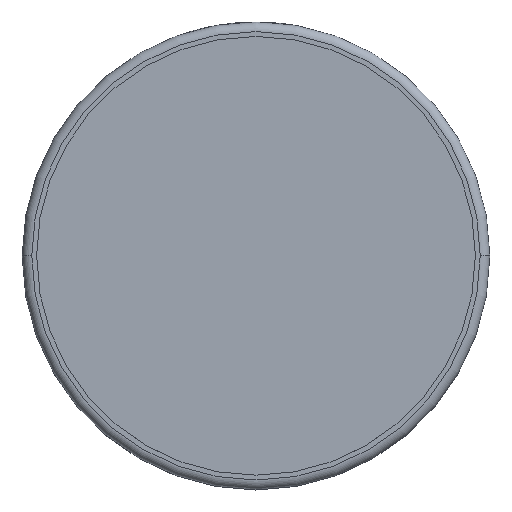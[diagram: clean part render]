
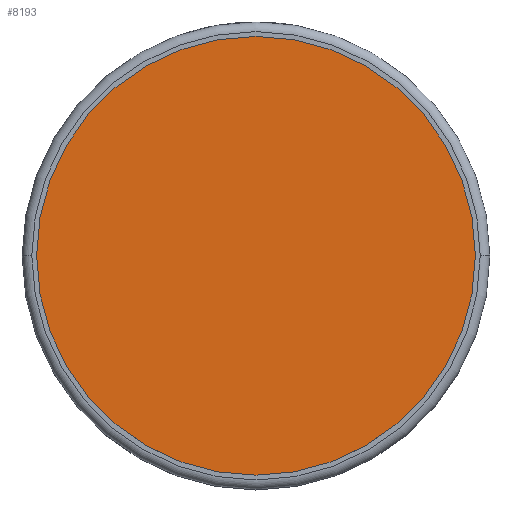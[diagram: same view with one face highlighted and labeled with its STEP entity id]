
A CAD part, top view. The second image highlights one B-rep face of the part: STEP entity #8193.
In plain terms, the highlighted planar face has unit normal (0, 0, 1).
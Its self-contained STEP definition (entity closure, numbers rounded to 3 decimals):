
#427 = CIRCLE ( 'NONE', #8278, 4.55 ) ;
#545 = DIRECTION ( 'NONE',  ( 1., 0., 0. ) ) ;
#817 = CARTESIAN_POINT ( 'NONE',  ( 0., 0., 4.7 ) ) ;
#1013 = FACE_OUTER_BOUND ( 'NONE', #4117, .T. ) ;
#1725 = AXIS2_PLACEMENT_3D ( 'NONE', #4120, #12160, #2028 ) ;
#1807 = EDGE_CURVE ( 'NONE', #12886, #4566, #3947, .T. ) ;
#2028 = DIRECTION ( 'NONE',  ( 1., 0., 0. ) ) ;
#2432 = ORIENTED_EDGE ( 'NONE', *, *, #12676, .T. ) ;
#3947 = CIRCLE ( 'NONE', #6715, 4.55 ) ;
#4117 = EDGE_LOOP ( 'NONE', ( #2432, #10918 ) ) ;
#4120 = CARTESIAN_POINT ( 'NONE',  ( 0., 0., 4.7 ) ) ;
#4566 = VERTEX_POINT ( 'NONE', #12310 ) ;
#4825 = CARTESIAN_POINT ( 'NONE',  ( 0., 0., 4.7 ) ) ;
#4899 = CARTESIAN_POINT ( 'NONE',  ( 4.55, 0., 4.7 ) ) ;
#5975 = PLANE ( 'NONE',  #1725 ) ;
#6715 = AXIS2_PLACEMENT_3D ( 'NONE', #817, #8137, #11154 ) ;
#8137 = DIRECTION ( 'NONE',  ( 0., 0., 1. ) ) ;
#8193 = ADVANCED_FACE ( 'NONE', ( #1013 ), #5975, .T. ) ;
#8278 = AXIS2_PLACEMENT_3D ( 'NONE', #4825, #11809, #545 ) ;
#10918 = ORIENTED_EDGE ( 'NONE', *, *, #1807, .T. ) ;
#11154 = DIRECTION ( 'NONE',  ( 1., 0., 0. ) ) ;
#11809 = DIRECTION ( 'NONE',  ( 0., 0., 1. ) ) ;
#12160 = DIRECTION ( 'NONE',  ( 0., 0., 1. ) ) ;
#12310 = CARTESIAN_POINT ( 'NONE',  ( -4.55, 0., 4.7 ) ) ;
#12676 = EDGE_CURVE ( 'NONE', #4566, #12886, #427, .T. ) ;
#12886 = VERTEX_POINT ( 'NONE', #4899 ) ;
